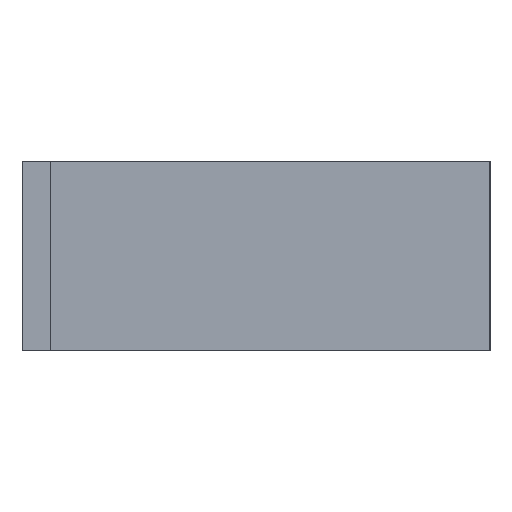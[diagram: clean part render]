
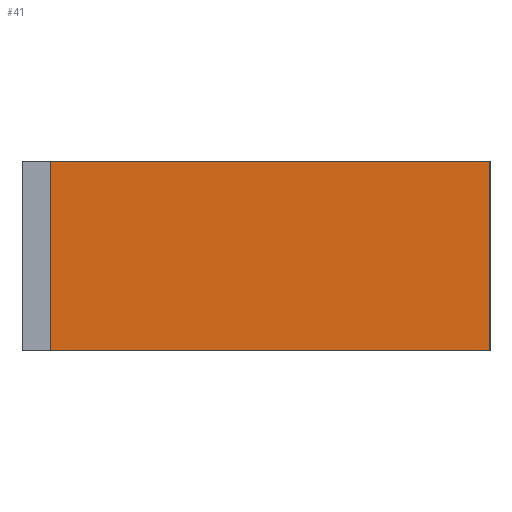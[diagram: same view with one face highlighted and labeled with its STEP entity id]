
A CAD part, left-side view. The second image highlights one B-rep face of the part: STEP entity #41.
In plain terms, the highlighted planar face has unit normal (-1, 0, 0).
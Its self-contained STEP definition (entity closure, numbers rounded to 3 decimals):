
#5 = EDGE_CURVE ( 'NONE', #64, #598, #804, .T. ) ;
#41 = ADVANCED_FACE ( 'NONE', ( #1183 ), #1289, .F. ) ;
#64 = VERTEX_POINT ( 'NONE', #553 ) ;
#276 = CARTESIAN_POINT ( 'NONE',  ( -95.5, 49.5, -10. ) ) ;
#384 = VECTOR ( 'NONE', #1054, 1000. ) ;
#398 = DIRECTION ( 'NONE',  ( 0., 0., 1. ) ) ;
#407 = AXIS2_PLACEMENT_3D ( 'NONE', #411, #1163, #1387 ) ;
#411 = CARTESIAN_POINT ( 'NONE',  ( -95.5, 49.5, 10. ) ) ;
#458 = EDGE_CURVE ( 'NONE', #608, #617, #825, .T. ) ;
#523 = CARTESIAN_POINT ( 'NONE',  ( -95.5, 46.5, -39.5 ) ) ;
#553 = CARTESIAN_POINT ( 'NONE',  ( -95.5, 46.5, -10. ) ) ;
#579 = EDGE_CURVE ( 'NONE', #64, #608, #994, .T. ) ;
#598 = VERTEX_POINT ( 'NONE', #724 ) ;
#608 = VERTEX_POINT ( 'NONE', #930 ) ;
#617 = VERTEX_POINT ( 'NONE', #1367 ) ;
#719 = VECTOR ( 'NONE', #398, 1000. ) ;
#724 = CARTESIAN_POINT ( 'NONE',  ( -95.5, 46.5, 10. ) ) ;
#739 = LINE ( 'NONE', #1165, #384 ) ;
#761 = VECTOR ( 'NONE', #1359, 1000. ) ;
#804 = LINE ( 'NONE', #523, #719 ) ;
#808 = EDGE_LOOP ( 'NONE', ( #929, #976, #1401, #1336 ) ) ;
#825 = LINE ( 'NONE', #1215, #761 ) ;
#929 = ORIENTED_EDGE ( 'NONE', *, *, #1193, .F. ) ;
#930 = CARTESIAN_POINT ( 'NONE',  ( -95.5, 0., -10. ) ) ;
#976 = ORIENTED_EDGE ( 'NONE', *, *, #5, .F. ) ;
#994 = LINE ( 'NONE', #276, #1403 ) ;
#1026 = DIRECTION ( 'NONE',  ( 0., -1., 0. ) ) ;
#1054 = DIRECTION ( 'NONE',  ( 0., -1., 0. ) ) ;
#1163 = DIRECTION ( 'NONE',  ( 1., 0., 0. ) ) ;
#1165 = CARTESIAN_POINT ( 'NONE',  ( -95.5, 49.5, 10. ) ) ;
#1183 = FACE_OUTER_BOUND ( 'NONE', #808, .T. ) ;
#1193 = EDGE_CURVE ( 'NONE', #598, #617, #739, .T. ) ;
#1215 = CARTESIAN_POINT ( 'NONE',  ( -95.5, 0., 10. ) ) ;
#1289 = PLANE ( 'NONE',  #407 ) ;
#1336 = ORIENTED_EDGE ( 'NONE', *, *, #458, .T. ) ;
#1359 = DIRECTION ( 'NONE',  ( 0., 0., 1. ) ) ;
#1367 = CARTESIAN_POINT ( 'NONE',  ( -95.5, 0., 10. ) ) ;
#1387 = DIRECTION ( 'NONE',  ( 0., 0., -1. ) ) ;
#1401 = ORIENTED_EDGE ( 'NONE', *, *, #579, .T. ) ;
#1403 = VECTOR ( 'NONE', #1026, 1000. ) ;
